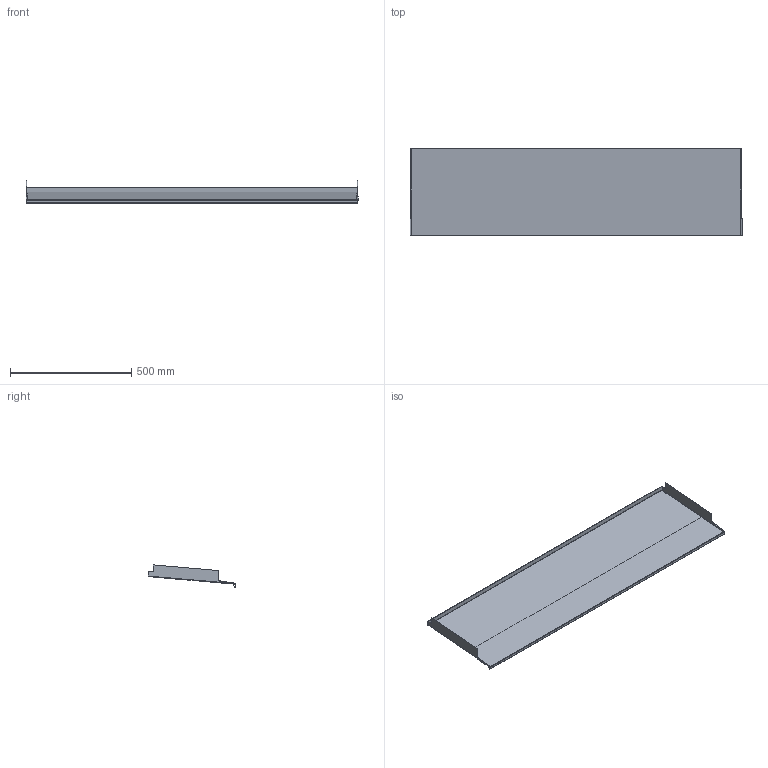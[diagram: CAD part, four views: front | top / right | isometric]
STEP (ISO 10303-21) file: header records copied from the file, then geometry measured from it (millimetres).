
FILE_DESCRIPTION(('FreeCAD Model'),'2;1');
FILE_NAME('Open CASCADE Shape Model','2021-10-06T20:16:41',('Author'),( ''),'Open CASCADE STEP processor 7.5','FreeCAD','Unknown');
FILE_SCHEMA(('AUTOMOTIVE_DESIGN { 1 0 10303 214 1 1 1 1 }'));
Length unit declared in the file: millimetre
Products named in the file (1): Body
Bounding box: 1369.8 x 362.33 x 91.83 mm (x, y, z)
Volume: 866374.9 mm3; surface area: 1160696.9 mm2
Topology: 1 solids, 1 shells, 83 faces, 183 edges, 98 vertices
Faces by surface type: plane 65, cylinder 18
Entity records: 4607 total; most frequent: CARTESIAN_POINT 773, DIRECTION 746, LINE 481, VECTOR 481, ORIENTED_EDGE 366, PCURVE 366, DEFINITIONAL_REPRESENTATION 366, EDGE_CURVE 183
